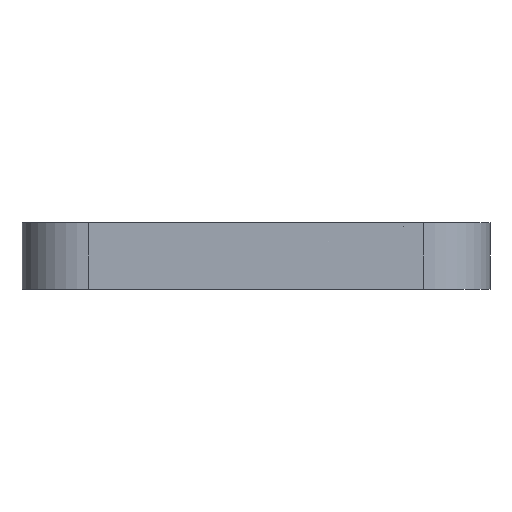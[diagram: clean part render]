
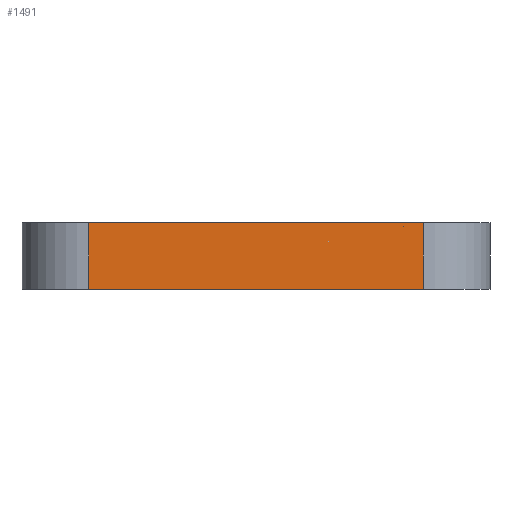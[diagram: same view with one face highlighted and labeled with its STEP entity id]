
A CAD part, front view. The second image highlights one B-rep face of the part: STEP entity #1491.
In plain terms, the highlighted planar face has unit normal (0, -1, 0).
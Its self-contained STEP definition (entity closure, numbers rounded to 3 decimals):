
#32 = PLANE('',#33);
#33 = AXIS2_PLACEMENT_3D('',#34,#35,#36);
#34 = CARTESIAN_POINT('',(-17.5,-17.5,2.5));
#35 = DIRECTION('',(0.,0.,1.));
#36 = DIRECTION('',(1.,0.,0.));
#114 = VERTEX_POINT('',#115);
#115 = CARTESIAN_POINT('',(-12.5,-17.5,2.5));
#130 = CYLINDRICAL_SURFACE('',#131,5.);
#131 = AXIS2_PLACEMENT_3D('',#132,#133,#134);
#132 = CARTESIAN_POINT('',(-12.5,-12.5,-2.5));
#133 = DIRECTION('',(0.,0.,1.));
#134 = DIRECTION('',(-1.,-0.,0.));
#142 = EDGE_CURVE('',#114,#143,#145,.T.);
#143 = VERTEX_POINT('',#144);
#144 = CARTESIAN_POINT('',(12.5,-17.5,2.5));
#145 = SURFACE_CURVE('',#146,(#150,#157),.PCURVE_S1.);
#146 = LINE('',#147,#148);
#147 = CARTESIAN_POINT('',(-17.5,-17.5,2.5));
#148 = VECTOR('',#149,1.);
#149 = DIRECTION('',(1.,0.,0.));
#150 = PCURVE('',#32,#151);
#151 = DEFINITIONAL_REPRESENTATION('',(#152),#156);
#152 = LINE('',#153,#154);
#153 = CARTESIAN_POINT('',(0.,0.));
#154 = VECTOR('',#155,1.);
#155 = DIRECTION('',(1.,0.));
#156 = ( GEOMETRIC_REPRESENTATION_CONTEXT(2) 
PARAMETRIC_REPRESENTATION_CONTEXT() REPRESENTATION_CONTEXT('2D SPACE',''
  ) );
#157 = PCURVE('',#158,#163);
#158 = PLANE('',#159);
#159 = AXIS2_PLACEMENT_3D('',#160,#161,#162);
#160 = CARTESIAN_POINT('',(-17.5,-17.5,-2.5));
#161 = DIRECTION('',(0.,1.,0.));
#162 = DIRECTION('',(0.,0.,1.));
#163 = DEFINITIONAL_REPRESENTATION('',(#164),#168);
#164 = LINE('',#165,#166);
#165 = CARTESIAN_POINT('',(5.,0.));
#166 = VECTOR('',#167,1.);
#167 = DIRECTION('',(0.,1.));
#168 = ( GEOMETRIC_REPRESENTATION_CONTEXT(2) 
PARAMETRIC_REPRESENTATION_CONTEXT() REPRESENTATION_CONTEXT('2D SPACE',''
  ) );
#187 = CYLINDRICAL_SURFACE('',#188,5.);
#188 = AXIS2_PLACEMENT_3D('',#189,#190,#191);
#189 = CARTESIAN_POINT('',(12.5,-12.5,-2.5));
#190 = DIRECTION('',(0.,0.,1.));
#191 = DIRECTION('',(0.,-1.,0.));
#1157 = PLANE('',#1158);
#1158 = AXIS2_PLACEMENT_3D('',#1159,#1160,#1161);
#1159 = CARTESIAN_POINT('',(-17.5,-17.5,-2.5));
#1160 = DIRECTION('',(0.,0.,1.));
#1161 = DIRECTION('',(1.,0.,0.));
#1392 = VERTEX_POINT('',#1393);
#1393 = CARTESIAN_POINT('',(-12.5,-17.5,-2.5));
#1415 = EDGE_CURVE('',#1392,#114,#1416,.T.);
#1416 = SURFACE_CURVE('',#1417,(#1421,#1428),.PCURVE_S1.);
#1417 = LINE('',#1418,#1419);
#1418 = CARTESIAN_POINT('',(-12.5,-17.5,-2.5));
#1419 = VECTOR('',#1420,1.);
#1420 = DIRECTION('',(0.,0.,1.));
#1421 = PCURVE('',#130,#1422);
#1422 = DEFINITIONAL_REPRESENTATION('',(#1423),#1427);
#1423 = LINE('',#1424,#1425);
#1424 = CARTESIAN_POINT('',(1.571,0.));
#1425 = VECTOR('',#1426,1.);
#1426 = DIRECTION('',(0.,1.));
#1427 = ( GEOMETRIC_REPRESENTATION_CONTEXT(2) 
PARAMETRIC_REPRESENTATION_CONTEXT() REPRESENTATION_CONTEXT('2D SPACE',''
  ) );
#1428 = PCURVE('',#158,#1429);
#1429 = DEFINITIONAL_REPRESENTATION('',(#1430),#1434);
#1430 = LINE('',#1431,#1432);
#1431 = CARTESIAN_POINT('',(0.,5.));
#1432 = VECTOR('',#1433,1.);
#1433 = DIRECTION('',(1.,0.));
#1434 = ( GEOMETRIC_REPRESENTATION_CONTEXT(2) 
PARAMETRIC_REPRESENTATION_CONTEXT() REPRESENTATION_CONTEXT('2D SPACE',''
  ) );
#1491 = ADVANCED_FACE('',(#1492),#158,.F.);
#1492 = FACE_BOUND('',#1493,.F.);
#1493 = EDGE_LOOP('',(#1494,#1517,#1518,#1519));
#1494 = ORIENTED_EDGE('',*,*,#1495,.F.);
#1495 = EDGE_CURVE('',#1392,#1496,#1498,.T.);
#1496 = VERTEX_POINT('',#1497);
#1497 = CARTESIAN_POINT('',(12.5,-17.5,-2.5));
#1498 = SURFACE_CURVE('',#1499,(#1503,#1510),.PCURVE_S1.);
#1499 = LINE('',#1500,#1501);
#1500 = CARTESIAN_POINT('',(-17.5,-17.5,-2.5));
#1501 = VECTOR('',#1502,1.);
#1502 = DIRECTION('',(1.,0.,0.));
#1503 = PCURVE('',#158,#1504);
#1504 = DEFINITIONAL_REPRESENTATION('',(#1505),#1509);
#1505 = LINE('',#1506,#1507);
#1506 = CARTESIAN_POINT('',(0.,0.));
#1507 = VECTOR('',#1508,1.);
#1508 = DIRECTION('',(0.,1.));
#1509 = ( GEOMETRIC_REPRESENTATION_CONTEXT(2) 
PARAMETRIC_REPRESENTATION_CONTEXT() REPRESENTATION_CONTEXT('2D SPACE',''
  ) );
#1510 = PCURVE('',#1157,#1511);
#1511 = DEFINITIONAL_REPRESENTATION('',(#1512),#1516);
#1512 = LINE('',#1513,#1514);
#1513 = CARTESIAN_POINT('',(0.,0.));
#1514 = VECTOR('',#1515,1.);
#1515 = DIRECTION('',(1.,0.));
#1516 = ( GEOMETRIC_REPRESENTATION_CONTEXT(2) 
PARAMETRIC_REPRESENTATION_CONTEXT() REPRESENTATION_CONTEXT('2D SPACE',''
  ) );
#1517 = ORIENTED_EDGE('',*,*,#1415,.T.);
#1518 = ORIENTED_EDGE('',*,*,#142,.T.);
#1519 = ORIENTED_EDGE('',*,*,#1520,.F.);
#1520 = EDGE_CURVE('',#1496,#143,#1521,.T.);
#1521 = SURFACE_CURVE('',#1522,(#1526,#1533),.PCURVE_S1.);
#1522 = LINE('',#1523,#1524);
#1523 = CARTESIAN_POINT('',(12.5,-17.5,-2.5));
#1524 = VECTOR('',#1525,1.);
#1525 = DIRECTION('',(0.,0.,1.));
#1526 = PCURVE('',#158,#1527);
#1527 = DEFINITIONAL_REPRESENTATION('',(#1528),#1532);
#1528 = LINE('',#1529,#1530);
#1529 = CARTESIAN_POINT('',(0.,30.));
#1530 = VECTOR('',#1531,1.);
#1531 = DIRECTION('',(1.,0.));
#1532 = ( GEOMETRIC_REPRESENTATION_CONTEXT(2) 
PARAMETRIC_REPRESENTATION_CONTEXT() REPRESENTATION_CONTEXT('2D SPACE',''
  ) );
#1533 = PCURVE('',#187,#1534);
#1534 = DEFINITIONAL_REPRESENTATION('',(#1535),#1539);
#1535 = LINE('',#1536,#1537);
#1536 = CARTESIAN_POINT('',(0.,0.));
#1537 = VECTOR('',#1538,1.);
#1538 = DIRECTION('',(0.,1.));
#1539 = ( GEOMETRIC_REPRESENTATION_CONTEXT(2) 
PARAMETRIC_REPRESENTATION_CONTEXT() REPRESENTATION_CONTEXT('2D SPACE',''
  ) );
